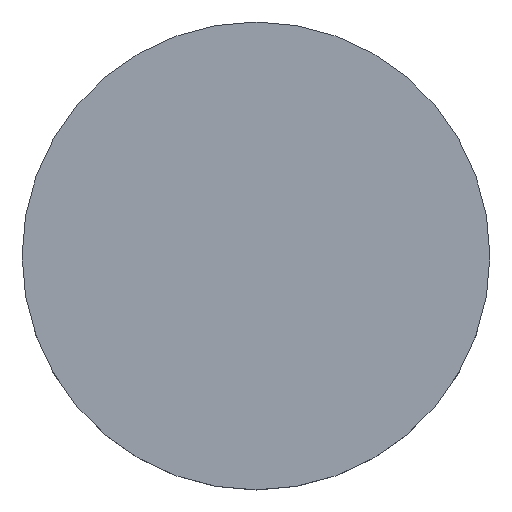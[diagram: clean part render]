
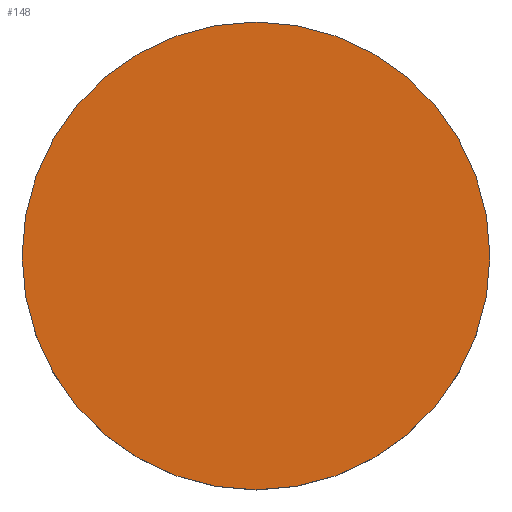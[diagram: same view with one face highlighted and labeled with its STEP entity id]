
A CAD part, top view. The second image highlights one B-rep face of the part: STEP entity #148.
In plain terms, the highlighted planar face has unit normal (0, 0, 1).
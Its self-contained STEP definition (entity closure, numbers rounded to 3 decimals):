
#3 = PLANE ( 'NONE',  #60 ) ;
#6 = EDGE_CURVE ( 'NONE', #104, #85, #39, .T. ) ;
#15 = ORIENTED_EDGE ( 'NONE', *, *, #6, .F. ) ;
#17 = CARTESIAN_POINT ( 'NONE',  ( 12.7, 0., 3.4 ) ) ;
#19 = FACE_OUTER_BOUND ( 'NONE', #27, .T. ) ;
#27 = EDGE_LOOP ( 'NONE', ( #142, #15 ) ) ;
#39 = CIRCLE ( 'NONE', #234, 12.7 ) ;
#60 = AXIS2_PLACEMENT_3D ( 'NONE', #123, #139, #65 ) ;
#65 = DIRECTION ( 'NONE',  ( 1., 0., 0. ) ) ;
#77 = CIRCLE ( 'NONE', #150, 12.7 ) ;
#85 = VERTEX_POINT ( 'NONE', #17 ) ;
#97 = CARTESIAN_POINT ( 'NONE',  ( 0., 0., 3.4 ) ) ;
#102 = CARTESIAN_POINT ( 'NONE',  ( -12.7, 0., 3.4 ) ) ;
#104 = VERTEX_POINT ( 'NONE', #102 ) ;
#116 = DIRECTION ( 'NONE',  ( 0., 0., -1. ) ) ;
#123 = CARTESIAN_POINT ( 'NONE',  ( 0., 26.112, 3.4 ) ) ;
#132 = EDGE_CURVE ( 'NONE', #85, #104, #77, .T. ) ;
#139 = DIRECTION ( 'NONE',  ( 0., 0., 1. ) ) ;
#142 = ORIENTED_EDGE ( 'NONE', *, *, #132, .F. ) ;
#143 = DIRECTION ( 'NONE',  ( 0., 0., -1. ) ) ;
#148 = ADVANCED_FACE ( 'NONE', ( #19 ), #3, .T. ) ;
#150 = AXIS2_PLACEMENT_3D ( 'NONE', #198, #143, #159 ) ;
#159 = DIRECTION ( 'NONE',  ( 1., 0., 0. ) ) ;
#198 = CARTESIAN_POINT ( 'NONE',  ( 0., 0., 3.4 ) ) ;
#233 = DIRECTION ( 'NONE',  ( 1., 0., 0. ) ) ;
#234 = AXIS2_PLACEMENT_3D ( 'NONE', #97, #116, #233 ) ;
